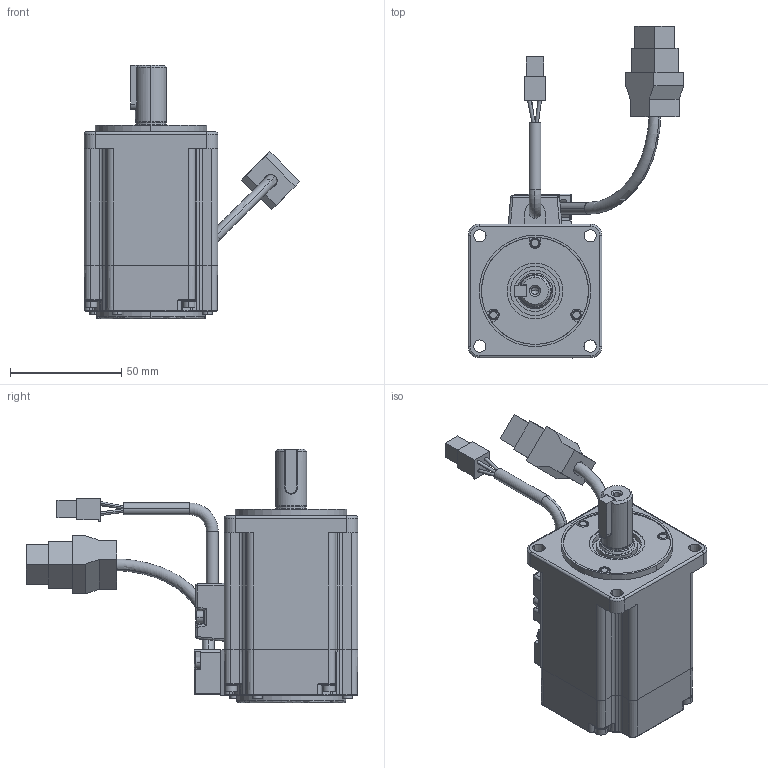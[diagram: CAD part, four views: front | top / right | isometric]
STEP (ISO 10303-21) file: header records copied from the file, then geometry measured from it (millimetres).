
FILE_DESCRIPTION (( 'STEP AP214' ), '1' );
FILE_NAME ('SV2L-202N.STEP', '2024-12-11T13:00:31', ( '' ), ( '' ), 'SwSTEP 2.0', 'SolidWorks 2021', '' );
FILE_SCHEMA (( 'AUTOMOTIVE_DESIGN' ));
Length unit declared in the file: millimetre
Products named in the file (1): SV2L-202N
Bounding box: 96.81 x 148.93 x 113.95 mm (x, y, z)
Volume: 300684.9 mm3; surface area: 39279.3 mm2
Topology: 2 solids, 6 shells, 619 faces, 1564 edges, 984 vertices
Faces by surface type: cylinder 228, plane 196, torus 96, cone 50, bspline 35, sphere 14
Entity records: 22683 total; most frequent: CARTESIAN_POINT 8337, ORIENTED_EDGE 3120, DIRECTION 2833, EDGE_CURVE 1560, AXIS2_PLACEMENT_3D 1114, VERTEX_POINT 984, EDGE_LOOP 666, ADVANCED_FACE 619
